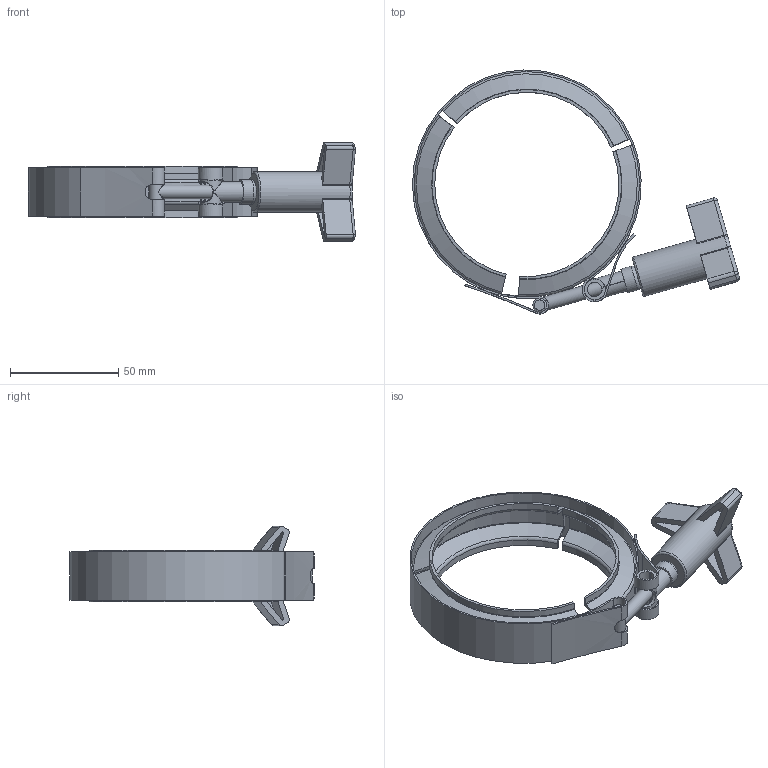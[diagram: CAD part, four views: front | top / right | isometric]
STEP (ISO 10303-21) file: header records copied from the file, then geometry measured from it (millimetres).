
FILE_DESCRIPTION(/* description */ (''),/* implementation_level */ '2;1');
FILE_NAME(/* name */ '4040008a.stp',/* time_stamp */ '2019-09-04T16:36:22-04:00',/* author */ ('Sana_M'),/* organization */ (''),/* preprocessor_version */ 'ST-DEVELOPER v16.13',/* originating_system */ 'Autodesk Inventor 2018',/* authorisation */ '');
FILE_SCHEMA (('AUTOMOTIVE_DESIGN { 1 0 10303 214 3 1 1 }'));
Length unit declared in the file: inch
Products named in the file (1): 4040008a
Bounding box: 150.86 x 112.55 x 45.79 mm (x, y, z)
Volume: 36936.5 mm3; surface area: 50869.5 mm2
Topology: 9 solids, 9 shells, 201 faces, 526 edges, 329 vertices
Faces by surface type: cylinder 74, plane 62, torus 40, cone 14, sphere 6, bspline 5
Full cylindrical faces by diameter (mm): 5.359 x1, 6.299 x1, 6.35 x1, 6.731 x1, 9.525 x1, 9.767 x1, 11.43 x1, 18.923 x1
Entity records: 6908 total; most frequent: CARTESIAN_POINT 1655, DIRECTION 1132, ORIENTED_EDGE 990, EDGE_CURVE 493, AXIS2_PLACEMENT_3D 460, VERTEX_POINT 325, CIRCLE 247, EDGE_LOOP 229
